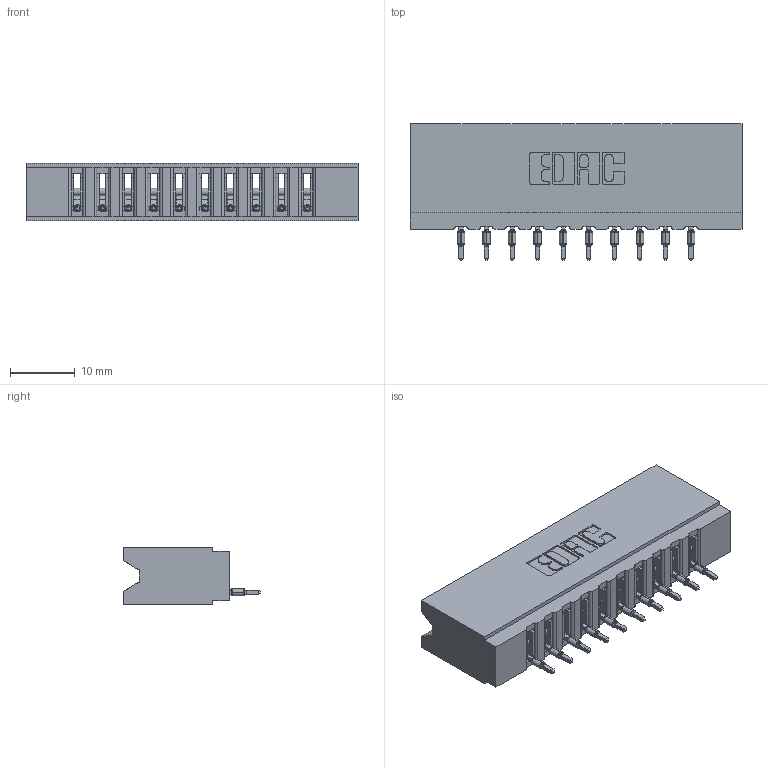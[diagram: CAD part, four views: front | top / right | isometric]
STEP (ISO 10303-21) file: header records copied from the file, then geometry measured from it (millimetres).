
FILE_DESCRIPTION (( 'STEP AP203' ), '1' );
FILE_NAME ('737-010-525-106.STEP', '2020-09-10T18:46:16', ( '' ), ( '' ), 'SwSTEP 2.0', 'SolidWorks 2020', '' );
FILE_SCHEMA (( 'CONFIG_CONTROL_DESIGN' ));
Length unit declared in the file: inch
Products named in the file (3): 737 Part_Insulator Option - 06; 745-292-001_525; 737-010-525-106
Assembly tree (11 placements, depth 2):
  737-010-525-106
    737 Part_Insulator Option - 06
    745-292-001_525  x10
Bounding box: 51.46 x 21.22 x 8.89 mm (x, y, z)
Volume: 5169 mm3; surface area: 6332 mm2
Topology: 11 solids, 11 shells, 1225 faces, 3367 edges, 2130 vertices
Faces by surface type: plane 735, cylinder 230, bspline 200, torus 60
Entity records: 21207 total; most frequent: CARTESIAN_POINT 4238, ORIENTED_EDGE 3620, DIRECTION 3168, EDGE_CURVE 1810, VECTOR 1568, LINE 1568, VERTEX_POINT 1158, AXIS2_PLACEMENT_3D 800
